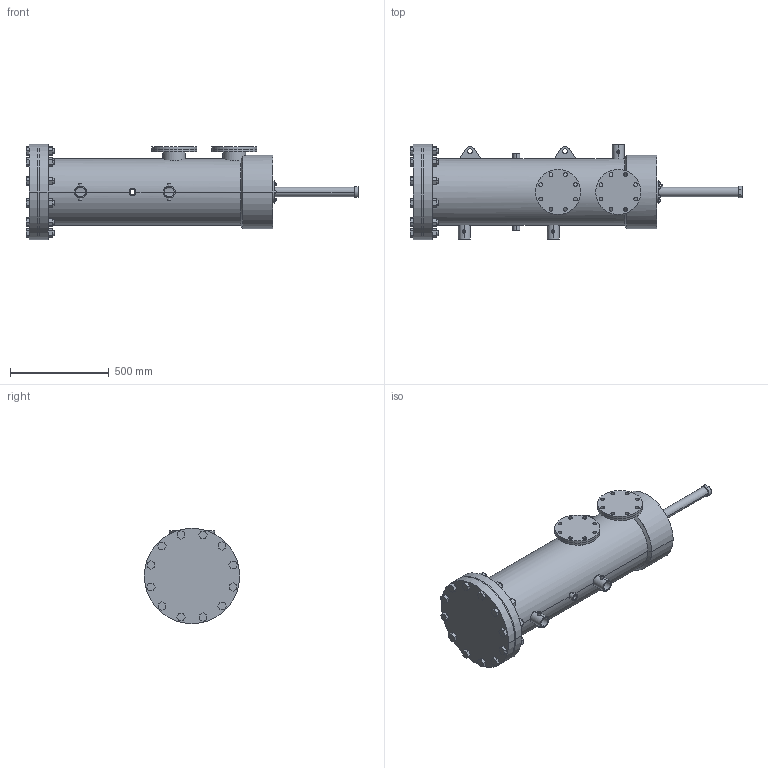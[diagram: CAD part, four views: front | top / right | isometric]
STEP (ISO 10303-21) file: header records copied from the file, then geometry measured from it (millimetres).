
FILE_DESCRIPTION (( 'STEP AP203' ), '1' );
FILE_NAME ('A2-FRP-180.STEP', '2020-09-17T14:02:37', ( '' ), ( '' ), 'SwSTEP 2.0', 'SolidWorks 2018', '' );
FILE_SCHEMA (( 'CONFIG_CONTROL_DESIGN' ));
Length unit declared in the file: inch
Products named in the file (1): A2-FRP-180
Bounding box: 1682.32 x 482.6 x 482.6 mm (x, y, z)
Volume: 23480287.2 mm3; surface area: 4642875.8 mm2
Topology: 31 solids, 31 shells, 601 faces, 1534 edges, 1020 vertices
Faces by surface type: plane 302, cylinder 293, cone 6
Entity records: 21191 total; most frequent: CARTESIAN_POINT 5900, DIRECTION 3158, ORIENTED_EDGE 3068, EDGE_CURVE 1534, AXIS2_PLACEMENT_3D 1138, VERTEX_POINT 1020, LINE 882, VECTOR 882
